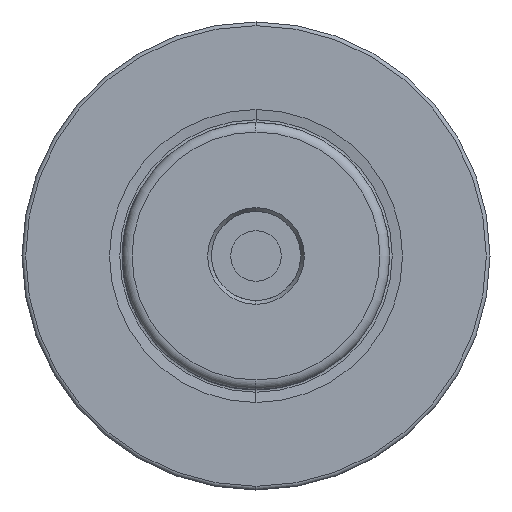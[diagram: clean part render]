
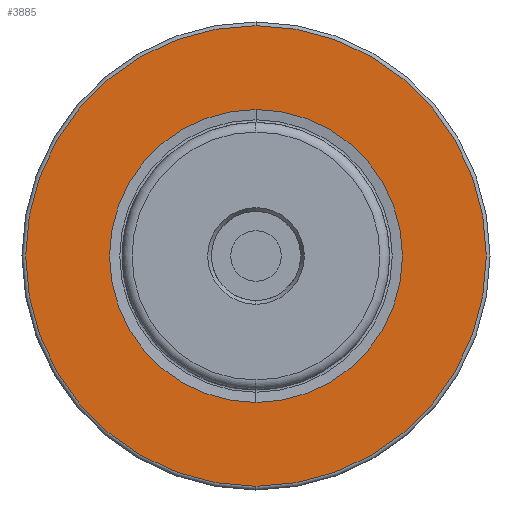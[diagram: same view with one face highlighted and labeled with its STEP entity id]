
A CAD part, left-side view. The second image highlights one B-rep face of the part: STEP entity #3885.
In plain terms, the highlighted planar face has unit normal (-1, 0, 0).
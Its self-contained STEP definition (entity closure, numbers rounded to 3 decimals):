
#76 = CARTESIAN_POINT ( 'NONE',  ( 0., 19.715, 0. ) ) ;
#606 = FACE_OUTER_BOUND ( 'NONE', #2349, .T. ) ;
#707 = CIRCLE ( 'NONE', #4323, 19.715 ) ;
#867 = DIRECTION ( 'NONE',  ( -1., 0., 0. ) ) ;
#903 = CARTESIAN_POINT ( 'NONE',  ( 0., 0., 0. ) ) ;
#960 = VERTEX_POINT ( 'NONE', #2859 ) ;
#1033 = EDGE_LOOP ( 'NONE', ( #2393, #5584 ) ) ;
#1388 = DIRECTION ( 'NONE',  ( -1., 0., 0. ) ) ;
#1399 = CIRCLE ( 'NONE', #1779, 31. ) ;
#1670 = EDGE_CURVE ( 'NONE', #4693, #5560, #1399, .T. ) ;
#1693 = ORIENTED_EDGE ( 'NONE', *, *, #1896, .T. ) ;
#1705 = CARTESIAN_POINT ( 'NONE',  ( 0., 0., 0. ) ) ;
#1773 = DIRECTION ( 'NONE',  ( 0., 0., 1. ) ) ;
#1779 = AXIS2_PLACEMENT_3D ( 'NONE', #903, #2675, #3085 ) ;
#1883 = DIRECTION ( 'NONE',  ( 0., 0., -1. ) ) ;
#1896 = EDGE_CURVE ( 'NONE', #5560, #4693, #3624, .T. ) ;
#1899 = CARTESIAN_POINT ( 'NONE',  ( 0., 0., -19.715 ) ) ;
#2109 = DIRECTION ( 'NONE',  ( 0., 0., 1. ) ) ;
#2349 = EDGE_LOOP ( 'NONE', ( #1693, #4193 ) ) ;
#2393 = ORIENTED_EDGE ( 'NONE', *, *, #5600, .F. ) ;
#2466 = DIRECTION ( 'NONE',  ( -1., 0., 0. ) ) ;
#2582 = AXIS2_PLACEMENT_3D ( 'NONE', #1705, #867, #4478 ) ;
#2675 = DIRECTION ( 'NONE',  ( -1., 0., 0. ) ) ;
#2693 = CIRCLE ( 'NONE', #3753, 19.715 ) ;
#2859 = CARTESIAN_POINT ( 'NONE',  ( 0., 0., 19.715 ) ) ;
#2877 = CARTESIAN_POINT ( 'NONE',  ( 0., 0., -31. ) ) ;
#3085 = DIRECTION ( 'NONE',  ( 0., 0., 1. ) ) ;
#3108 = CARTESIAN_POINT ( 'NONE',  ( 0., 0., 0. ) ) ;
#3248 = DIRECTION ( 'NONE',  ( 1., 0., 0. ) ) ;
#3591 = VERTEX_POINT ( 'NONE', #1899 ) ;
#3624 = CIRCLE ( 'NONE', #2582, 31. ) ;
#3723 = FACE_BOUND ( 'NONE', #1033, .T. ) ;
#3753 = AXIS2_PLACEMENT_3D ( 'NONE', #3888, #2466, #2109 ) ;
#3885 = ADVANCED_FACE ( 'NONE', ( #3723, #606 ), #5517, .F. ) ;
#3888 = CARTESIAN_POINT ( 'NONE',  ( 0., 0., 0. ) ) ;
#4193 = ORIENTED_EDGE ( 'NONE', *, *, #1670, .T. ) ;
#4323 = AXIS2_PLACEMENT_3D ( 'NONE', #3108, #1388, #1773 ) ;
#4431 = CARTESIAN_POINT ( 'NONE',  ( 0., 0., 31. ) ) ;
#4478 = DIRECTION ( 'NONE',  ( 0., 0., 1. ) ) ;
#4595 = EDGE_CURVE ( 'NONE', #3591, #960, #2693, .T. ) ;
#4693 = VERTEX_POINT ( 'NONE', #2877 ) ;
#5271 = AXIS2_PLACEMENT_3D ( 'NONE', #76, #3248, #1883 ) ;
#5517 = PLANE ( 'NONE',  #5271 ) ;
#5560 = VERTEX_POINT ( 'NONE', #4431 ) ;
#5584 = ORIENTED_EDGE ( 'NONE', *, *, #4595, .F. ) ;
#5600 = EDGE_CURVE ( 'NONE', #960, #3591, #707, .T. ) ;
